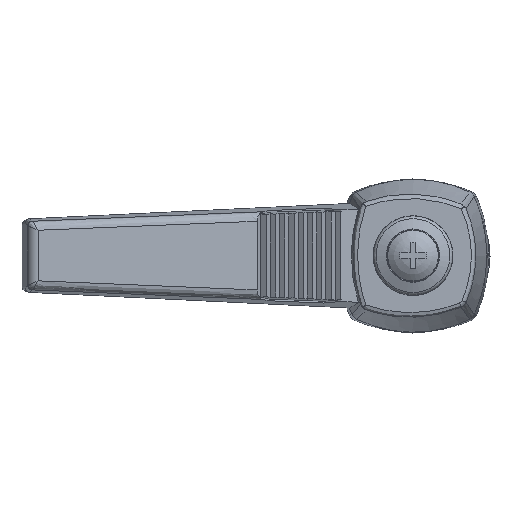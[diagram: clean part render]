
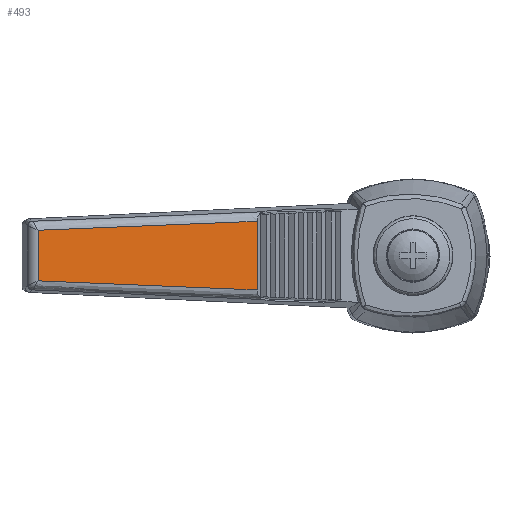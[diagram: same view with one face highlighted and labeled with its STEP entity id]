
A CAD part, top view. The second image highlights one B-rep face of the part: STEP entity #493.
In plain terms, the highlighted planar face has unit normal (0.161, 0, 0.987).
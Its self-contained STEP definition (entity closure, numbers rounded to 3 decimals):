
#493 = ADVANCED_FACE( '', ( #1032 ), #1033, .T. );
#1032 = FACE_OUTER_BOUND( '', #3784, .T. );
#1033 = PLANE( '', #3785 );
#3784 = EDGE_LOOP( '', ( #5032, #5033, #5034, #5035 ) );
#3785 = AXIS2_PLACEMENT_3D( '', #5036, #5037, #5038 );
#5032 = ORIENTED_EDGE( '', *, *, #5165, .T. );
#5033 = ORIENTED_EDGE( '', *, *, #5554, .T. );
#5034 = ORIENTED_EDGE( '', *, *, #5255, .T. );
#5035 = ORIENTED_EDGE( '', *, *, #5343, .T. );
#5036 = CARTESIAN_POINT( '', ( -3.654, 5.09, 18.725 ) );
#5037 = DIRECTION( '', ( 0.161, 0., 0.987 ) );
#5038 = DIRECTION( '', ( 0.987, 0., -0.161 ) );
#5165 = EDGE_CURVE( '', #5732, #5730, #5733, .T. );
#5255 = EDGE_CURVE( '', #5885, #5886, #5887, .F. );
#5343 = EDGE_CURVE( '', #5886, #5732, #6026, .T. );
#5554 = EDGE_CURVE( '', #5730, #5885, #6320, .T. );
#5730 = VERTEX_POINT( '', #6630 );
#5732 = VERTEX_POINT( '', #6656 );
#5733 = LINE( '', #6657, #6658 );
#5885 = VERTEX_POINT( '', #7123 );
#5886 = VERTEX_POINT( '', #7124 );
#5887 = LINE( '', #7125, #7126 );
#6026 = B_SPLINE_CURVE_WITH_KNOTS( '', 3, ( #7536, #7537, #7538, #7539, #7540, #7541 ), .UNSPECIFIED., .F., .F., ( 4, 2, 4 ), ( 0., 0.012, 0.024 ), .UNSPECIFIED. );
#6320 = B_SPLINE_CURVE_WITH_KNOTS( '', 3, ( #8570, #8571, #8572, #8573, #8574, #8575 ), .UNSPECIFIED., .F., .F., ( 4, 2, 4 ), ( 0., 0.012, 0.024 ), .UNSPECIFIED. );
#6630 = CARTESIAN_POINT( '', ( -16.706, 3.678, 20.859 ) );
#6656 = CARTESIAN_POINT( '', ( -16.706, -3.678, 20.859 ) );
#6657 = CARTESIAN_POINT( '', ( -16.706, 5.09, 20.859 ) );
#6658 = VECTOR( '', #8869, 1000. );
#7123 = CARTESIAN_POINT( '', ( -40.163, 2.712, 24.693 ) );
#7124 = CARTESIAN_POINT( '', ( -40.163, -2.712, 24.693 ) );
#7125 = CARTESIAN_POINT( '', ( -40.163, -3.527, 24.693 ) );
#7126 = VECTOR( '', #8950, 1000. );
#7536 = CARTESIAN_POINT( '', ( -40.163, -2.712, 24.693 ) );
#7537 = CARTESIAN_POINT( '', ( -36.254, -2.872, 24.054 ) );
#7538 = CARTESIAN_POINT( '', ( -32.344, -3.033, 23.415 ) );
#7539 = CARTESIAN_POINT( '', ( -24.525, -3.355, 22.137 ) );
#7540 = CARTESIAN_POINT( '', ( -20.616, -3.516, 21.498 ) );
#7541 = CARTESIAN_POINT( '', ( -16.706, -3.678, 20.859 ) );
#8570 = CARTESIAN_POINT( '', ( -16.706, 3.678, 20.859 ) );
#8571 = CARTESIAN_POINT( '', ( -20.616, 3.516, 21.498 ) );
#8572 = CARTESIAN_POINT( '', ( -24.525, 3.355, 22.137 ) );
#8573 = CARTESIAN_POINT( '', ( -32.344, 3.033, 23.415 ) );
#8574 = CARTESIAN_POINT( '', ( -36.254, 2.872, 24.054 ) );
#8575 = CARTESIAN_POINT( '', ( -40.163, 2.712, 24.693 ) );
#8869 = DIRECTION( '', ( 0., 1., 0. ) );
#8950 = DIRECTION( '', ( 0., 1., 0. ) );
